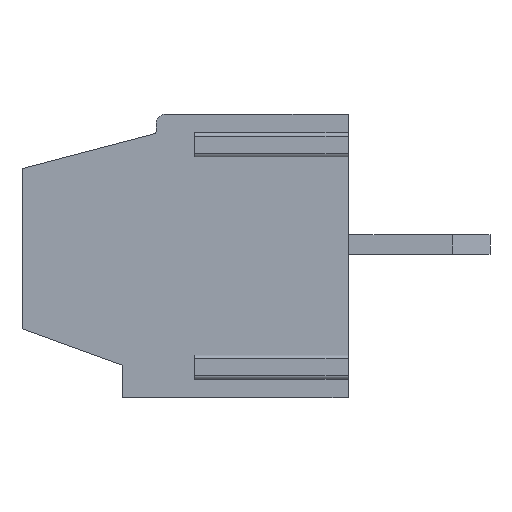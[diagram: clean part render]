
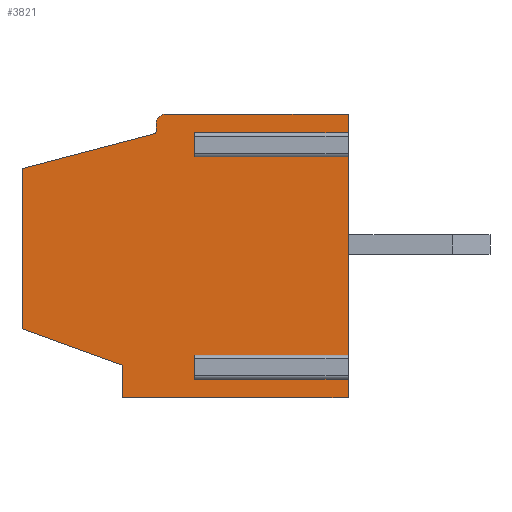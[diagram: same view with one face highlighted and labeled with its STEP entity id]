
A CAD part, left-side view. The second image highlights one B-rep face of the part: STEP entity #3821.
In plain terms, the highlighted planar face has unit normal (-1, 0, 0).
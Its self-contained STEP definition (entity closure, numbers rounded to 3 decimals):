
#175 = EDGE_CURVE ( 'NONE', #5356, #2370, #4128, .T. ) ;
#622 = EDGE_LOOP ( 'NONE', ( #13140, #10628, #13976, #1995, #11725, #4000, #14967, #9374, #2819, #11575 ) ) ;
#638 = VERTEX_POINT ( 'NONE', #5970 ) ;
#841 = CARTESIAN_POINT ( 'NONE',  ( -3.5, 0.75, 3.45 ) ) ;
#1220 = DIRECTION ( 'NONE',  ( 0., 0., -1. ) ) ;
#1488 = AXIS2_PLACEMENT_3D ( 'NONE', #17163, #9173, #1220 ) ;
#1593 = DIRECTION ( 'NONE',  ( 0., 0., -1. ) ) ;
#1716 = CARTESIAN_POINT ( 'NONE',  ( -3.5, -4.25, -3.7 ) ) ;
#1864 = DIRECTION ( 'NONE',  ( 0., 0.967, -0.254 ) ) ;
#1884 = LINE ( 'NONE', #14358, #12054 ) ;
#1995 = ORIENTED_EDGE ( 'NONE', *, *, #10974, .T. ) ;
#2023 = EDGE_CURVE ( 'NONE', #2370, #5380, #15571, .T. ) ;
#2105 = VERTEX_POINT ( 'NONE', #5177 ) ;
#2122 = EDGE_CURVE ( 'NONE', #2105, #2169, #3141, .T. ) ;
#2169 = VERTEX_POINT ( 'NONE', #8046 ) ;
#2370 = VERTEX_POINT ( 'NONE', #16453 ) ;
#2430 = CARTESIAN_POINT ( 'NONE',  ( -3.5, 4.25, -1.9 ) ) ;
#2522 = VERTEX_POINT ( 'NONE', #841 ) ;
#2819 = ORIENTED_EDGE ( 'NONE', *, *, #7681, .T. ) ;
#3141 = LINE ( 'NONE', #14469, #16186 ) ;
#3821 = ADVANCED_FACE ( 'NONE', ( #9424 ), #8407, .F. ) ;
#4000 = ORIENTED_EDGE ( 'NONE', *, *, #2023, .T. ) ;
#4128 = LINE ( 'NONE', #5683, #7668 ) ;
#4563 = CARTESIAN_POINT ( 'NONE',  ( -3.5, 1.64, -2.85 ) ) ;
#4836 = CIRCLE ( 'NONE', #13098, 0.1 ) ;
#4962 = DIRECTION ( 'NONE',  ( 0., 0., -1. ) ) ;
#5177 = CARTESIAN_POINT ( 'NONE',  ( -3.5, 0.5, 3.7 ) ) ;
#5354 = CARTESIAN_POINT ( 'NONE',  ( -3.5, 0.85, 3.277 ) ) ;
#5356 = VERTEX_POINT ( 'NONE', #10403 ) ;
#5380 = VERTEX_POINT ( 'NONE', #2430 ) ;
#5683 = CARTESIAN_POINT ( 'NONE',  ( -3.5, 0.75, 3.2 ) ) ;
#5788 = EDGE_CURVE ( 'NONE', #5380, #12242, #6659, .T. ) ;
#5820 = CARTESIAN_POINT ( 'NONE',  ( -3.5, -4.25, 3.7 ) ) ;
#5970 = CARTESIAN_POINT ( 'NONE',  ( -3.5, 1.64, -3.7 ) ) ;
#6070 = DIRECTION ( 'NONE',  ( 0., -0.94, -0.342 ) ) ;
#6236 = VECTOR ( 'NONE', #8878, 1000. ) ;
#6250 = CARTESIAN_POINT ( 'NONE',  ( -3.5, 4.25, 3.7 ) ) ;
#6437 = DIRECTION ( 'NONE',  ( 0., -1., 0. ) ) ;
#6560 = AXIS2_PLACEMENT_3D ( 'NONE', #5820, #15094, #7172 ) ;
#6659 = LINE ( 'NONE', #12596, #12847 ) ;
#6700 = DIRECTION ( 'NONE',  ( 0., 0., -1. ) ) ;
#7172 = DIRECTION ( 'NONE',  ( 0., 0., -1. ) ) ;
#7341 = CIRCLE ( 'NONE', #1488, 0.25 ) ;
#7668 = VECTOR ( 'NONE', #1864, 1000. ) ;
#7681 = EDGE_CURVE ( 'NONE', #638, #11232, #1884, .T. ) ;
#7756 = EDGE_CURVE ( 'NONE', #2105, #2522, #7341, .T. ) ;
#7818 = VECTOR ( 'NONE', #14499, 1000. ) ;
#7873 = DIRECTION ( 'NONE',  ( 0., -1., 0. ) ) ;
#8046 = CARTESIAN_POINT ( 'NONE',  ( -3.5, -4.25, 3.7 ) ) ;
#8407 = PLANE ( 'NONE',  #6560 ) ;
#8878 = DIRECTION ( 'NONE',  ( 0., 0., -1. ) ) ;
#9173 = DIRECTION ( 'NONE',  ( -1., 0., 0. ) ) ;
#9374 = ORIENTED_EDGE ( 'NONE', *, *, #16761, .T. ) ;
#9424 = FACE_OUTER_BOUND ( 'NONE', #622, .T. ) ;
#9707 = VERTEX_POINT ( 'NONE', #14804 ) ;
#9963 = EDGE_CURVE ( 'NONE', #2169, #11232, #14864, .T. ) ;
#10403 = CARTESIAN_POINT ( 'NONE',  ( -3.5, 0.825, 3.18 ) ) ;
#10628 = ORIENTED_EDGE ( 'NONE', *, *, #7756, .T. ) ;
#10900 = CARTESIAN_POINT ( 'NONE',  ( -3.5, 1.64, -2.85 ) ) ;
#10974 = EDGE_CURVE ( 'NONE', #9707, #5356, #4836, .T. ) ;
#11232 = VERTEX_POINT ( 'NONE', #1716 ) ;
#11498 = CARTESIAN_POINT ( 'NONE',  ( -3.5, 0.75, 3.7 ) ) ;
#11575 = ORIENTED_EDGE ( 'NONE', *, *, #9963, .F. ) ;
#11725 = ORIENTED_EDGE ( 'NONE', *, *, #175, .T. ) ;
#12054 = VECTOR ( 'NONE', #6437, 1000. ) ;
#12057 = EDGE_CURVE ( 'NONE', #2522, #9707, #13427, .T. ) ;
#12242 = VERTEX_POINT ( 'NONE', #4563 ) ;
#12501 = CARTESIAN_POINT ( 'NONE',  ( -3.5, -4.25, 3.7 ) ) ;
#12596 = CARTESIAN_POINT ( 'NONE',  ( -3.5, 4.25, -1.9 ) ) ;
#12847 = VECTOR ( 'NONE', #6070, 1000. ) ;
#12995 = VECTOR ( 'NONE', #4962, 1000. ) ;
#13098 = AXIS2_PLACEMENT_3D ( 'NONE', #5354, #14629, #6700 ) ;
#13140 = ORIENTED_EDGE ( 'NONE', *, *, #2122, .F. ) ;
#13427 = LINE ( 'NONE', #11498, #12995 ) ;
#13735 = VECTOR ( 'NONE', #1593, 1000. ) ;
#13976 = ORIENTED_EDGE ( 'NONE', *, *, #12057, .T. ) ;
#14139 = LINE ( 'NONE', #10900, #13735 ) ;
#14358 = CARTESIAN_POINT ( 'NONE',  ( -3.5, -4.25, -3.7 ) ) ;
#14469 = CARTESIAN_POINT ( 'NONE',  ( -3.5, -4.25, 3.7 ) ) ;
#14499 = DIRECTION ( 'NONE',  ( 0., 0., -1. ) ) ;
#14629 = DIRECTION ( 'NONE',  ( 1., 0., 0. ) ) ;
#14804 = CARTESIAN_POINT ( 'NONE',  ( -3.5, 0.75, 3.277 ) ) ;
#14864 = LINE ( 'NONE', #12501, #7818 ) ;
#14967 = ORIENTED_EDGE ( 'NONE', *, *, #5788, .T. ) ;
#15094 = DIRECTION ( 'NONE',  ( 1., 0., 0. ) ) ;
#15571 = LINE ( 'NONE', #6250, #6236 ) ;
#16186 = VECTOR ( 'NONE', #7873, 1000. ) ;
#16453 = CARTESIAN_POINT ( 'NONE',  ( -3.5, 4.25, 2.28 ) ) ;
#16761 = EDGE_CURVE ( 'NONE', #12242, #638, #14139, .T. ) ;
#17163 = CARTESIAN_POINT ( 'NONE',  ( -3.5, 0.5, 3.45 ) ) ;
